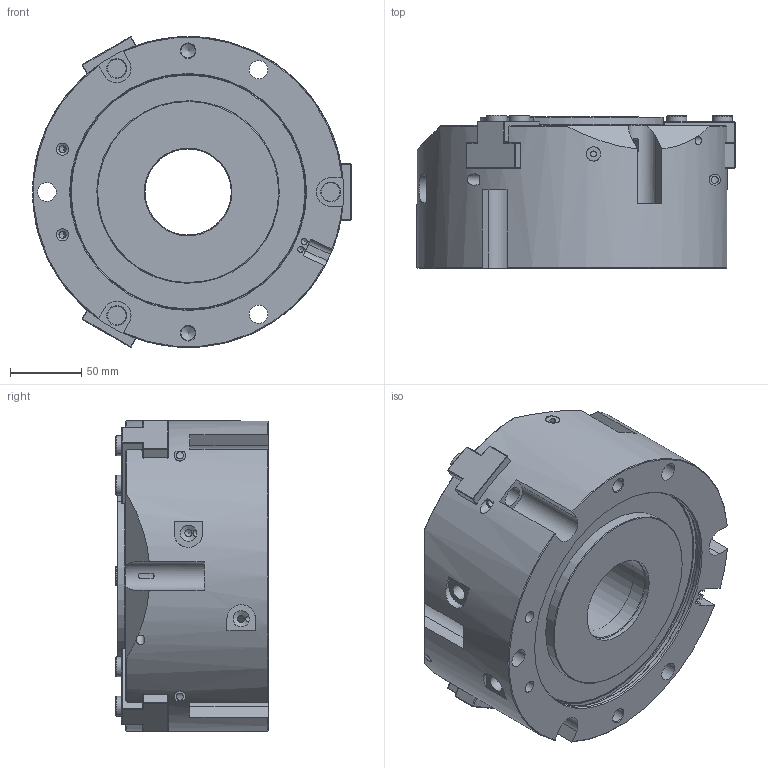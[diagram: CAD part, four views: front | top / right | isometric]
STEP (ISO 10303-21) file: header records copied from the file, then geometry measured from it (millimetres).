
FILE_DESCRIPTION(/* description */ ('ASSIEME CORSA 16 mm PER GRIFFA'),/* implementation_level */ '2;1');
FILE_NAME(/* name */ 'FBM-220.stp',/* time_stamp */ '2021-07-20T09:33:48+02:00',/* author */ ('Francesca'),/* organization */ (''),/* preprocessor_version */ 'ST-DEVELOPER v17',/* originating_system */ 'Autodesk Inventor 2019',/* authorisation */ '');
FILE_SCHEMA (('AUTOMOTIVE_DESIGN { 1 0 10303 214 3 1 1 }'));
Length unit declared in the file: millimetre
Products named in the file (8): FBM-220-CLIENTE; MFB-220 CORPO-CLIENTE; MFB-220-FONDELLO-CLIENTE; MFB-220 COPERCHIO; PZP-160-GRIFFA C1-cliente; BOCCOLA 14H7L8.9; ISO 10642  - M6  x  12; MFB-220-TUBO
Assembly tree (73 placements, depth 2):
  FBM-220-CLIENTE
    MFB-220 CORPO-CLIENTE
    MFB-220-FONDELLO-CLIENTE
    MFB-220 COPERCHIO
    PZP-160-GRIFFA C1-cliente  x3
    BOCCOLA 14H7L8.9  x6
    ISO 10642  - M6  x  12  x60
    MFB-220-TUBO
Bounding box: 223.5 x 107 x 217.88 mm (x, y, z)
Volume: 3133386.9 mm3; surface area: 401295.1 mm2
Topology: 73 solids, 73 shells, 1297 faces, 3402 edges, 2271 vertices
Faces by surface type: plane 757, cone 270, cylinder 262, torus 8
Full cylindrical faces by diameter (mm): 3.242 x3, 4.134 x1, 4.2 x2, 4.917 x9, 5 x4, 5.1 x3, 6 x63, 6.5 x6, 8 x1, 8.376 x6, 8.566 x2, 10 x3, 10.6 x6, 11 x3, 11.34 x60, 11.445 x2, 13 x6, 14 x15, 16.5 x3, 60.5 x2, 61.5 x1, 70 x2, 70.5 x1, 128 x1, 165 x4, 169.1 x1, 170.4 x1, 218 x1
Entity records: 14164 total; most frequent: CARTESIAN_POINT 3409, DIRECTION 2276, ORIENTED_EDGE 2078, EDGE_CURVE 1039, AXIS2_PLACEMENT_3D 893, VERTEX_POINT 708, LINE 490, VECTOR 490
